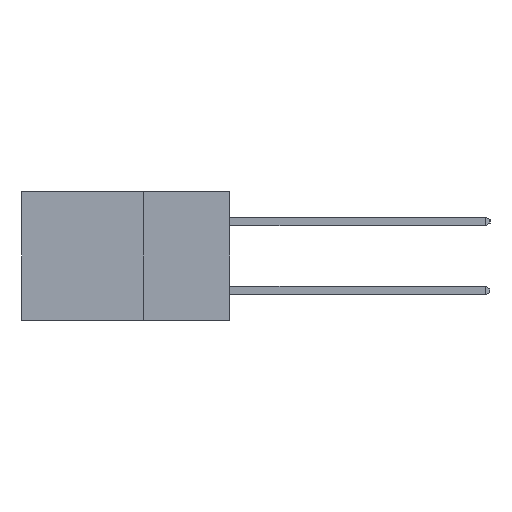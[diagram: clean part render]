
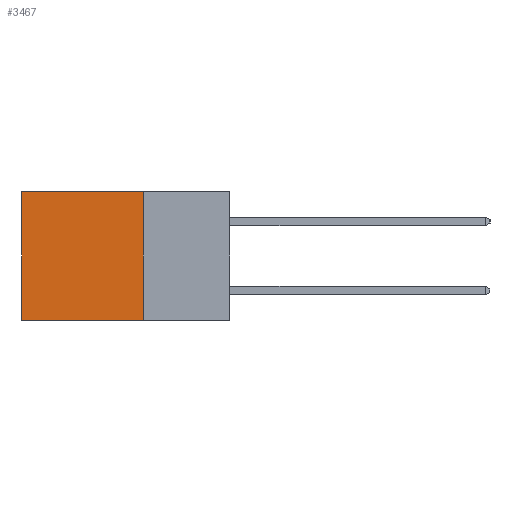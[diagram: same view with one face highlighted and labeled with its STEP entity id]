
A CAD part, left-side view. The second image highlights one B-rep face of the part: STEP entity #3467.
In plain terms, the highlighted planar face has unit normal (-1, 0, 0).
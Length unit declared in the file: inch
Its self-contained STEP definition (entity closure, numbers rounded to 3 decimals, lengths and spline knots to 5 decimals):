
#1424 = LINE ( 'NONE', #15424, #4633 ) ;
#1565 = VECTOR ( 'NONE', #15670, 39.37008 ) ;
#2115 = ORIENTED_EDGE ( 'NONE', *, *, #9557, .T. ) ;
#2200 = VERTEX_POINT ( 'NONE', #11034 ) ;
#2468 = VECTOR ( 'NONE', #14327, 39.37008 ) ;
#3296 = EDGE_CURVE ( 'NONE', #13556, #2200, #1424, .T. ) ;
#3467 = ADVANCED_FACE ( 'NONE', ( #15870 ), #6894, .F. ) ;
#3660 = CARTESIAN_POINT ( 'NONE',  ( 0.298, 0.6, 0. ) ) ;
#3733 = VERTEX_POINT ( 'NONE', #3660 ) ;
#4269 = VERTEX_POINT ( 'NONE', #11154 ) ;
#4633 = VECTOR ( 'NONE', #10430, 39.37008 ) ;
#4780 = LINE ( 'NONE', #13171, #1565 ) ;
#5070 = CARTESIAN_POINT ( 'NONE',  ( 0.298, 0.6, 0. ) ) ;
#5479 = VECTOR ( 'NONE', #12837, 39.37008 ) ;
#5580 = CARTESIAN_POINT ( 'NONE',  ( 0.298, 0.25, 0. ) ) ;
#6677 = CARTESIAN_POINT ( 'NONE',  ( 0.298, 0.25, 0. ) ) ;
#6894 = PLANE ( 'NONE',  #14957 ) ;
#8109 = DIRECTION ( 'NONE',  ( 1., 0., 0. ) ) ;
#8167 = DIRECTION ( 'NONE',  ( 0., 0., -1. ) ) ;
#9557 = EDGE_CURVE ( 'NONE', #3733, #2200, #15300, .T. ) ;
#9712 = EDGE_CURVE ( 'NONE', #4269, #13556, #16233, .T. ) ;
#10301 = ORIENTED_EDGE ( 'NONE', *, *, #11120, .T. ) ;
#10430 = DIRECTION ( 'NONE',  ( 0., 1., 0. ) ) ;
#11034 = CARTESIAN_POINT ( 'NONE',  ( 0.298, 0.6, -0.37 ) ) ;
#11120 = EDGE_CURVE ( 'NONE', #4269, #3733, #4780, .T. ) ;
#11154 = CARTESIAN_POINT ( 'NONE',  ( 0.298, 0.25, 0. ) ) ;
#12213 = CARTESIAN_POINT ( 'NONE',  ( 0.298, 0.25, -0.37 ) ) ;
#12837 = DIRECTION ( 'NONE',  ( 0., 0., -1. ) ) ;
#13000 = ORIENTED_EDGE ( 'NONE', *, *, #9712, .F. ) ;
#13171 = CARTESIAN_POINT ( 'NONE',  ( 0.298, 0.25, 0. ) ) ;
#13548 = ORIENTED_EDGE ( 'NONE', *, *, #3296, .F. ) ;
#13556 = VERTEX_POINT ( 'NONE', #12213 ) ;
#13840 = EDGE_LOOP ( 'NONE', ( #2115, #13548, #13000, #10301 ) ) ;
#14327 = DIRECTION ( 'NONE',  ( 0., 0., -1. ) ) ;
#14957 = AXIS2_PLACEMENT_3D ( 'NONE', #5580, #8109, #8167 ) ;
#15300 = LINE ( 'NONE', #5070, #5479 ) ;
#15424 = CARTESIAN_POINT ( 'NONE',  ( 0.298, 0.25, -0.37 ) ) ;
#15670 = DIRECTION ( 'NONE',  ( 0., 1., 0. ) ) ;
#15870 = FACE_OUTER_BOUND ( 'NONE', #13840, .T. ) ;
#16233 = LINE ( 'NONE', #6677, #2468 ) ;
